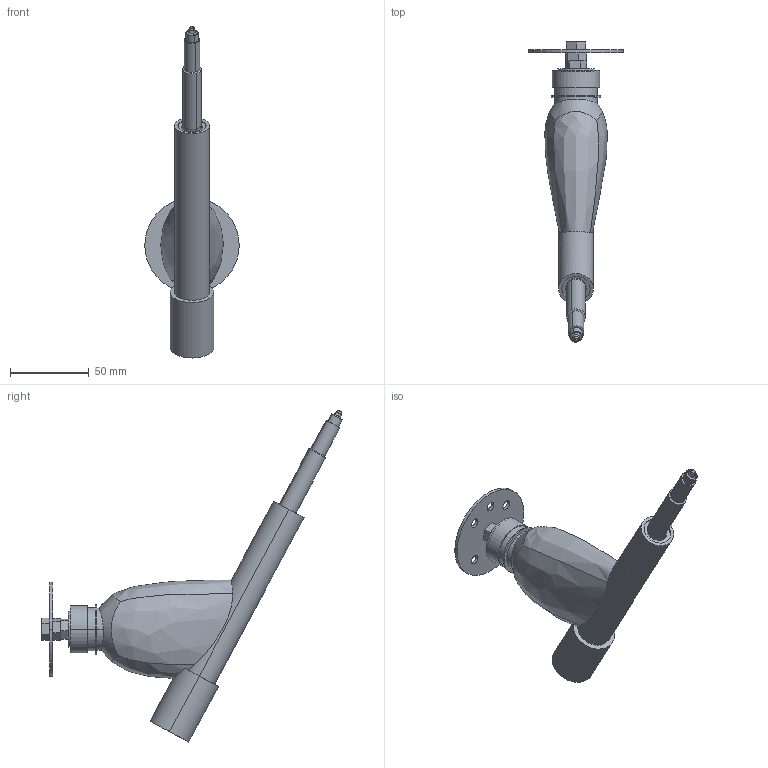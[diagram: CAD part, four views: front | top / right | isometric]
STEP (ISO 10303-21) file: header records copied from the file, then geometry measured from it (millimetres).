
FILE_DESCRIPTION(('CATIA V5 STEP Exchange'),'2;1');
FILE_NAME('Product1.stp','2022-09-01T02:35:54+00:00',('none'),('none'),'CATIA Version 5 Release 19 GA (IN-10)','CATIA V5 STEP AP203','none');
FILE_SCHEMA(('CONFIG_CONTROL_DESIGN'));
Length unit declared in the file: millimetre
Products named in the file (1): Product1
Assembly tree (1 placements, depth 2):
  Product1
    #56
Bounding box: 60 x 190.81 x 210.73 mm (x, y, z)
Volume: 167702.2 mm3; surface area: 47490.9 mm2
Topology: 1 solids, 2 shells, 129 faces, 300 edges, 191 vertices
Faces by surface type: plane 61, cylinder 50, cone 8, bspline 6, torus 2, revolution 2
Entity records: 5043 total; most frequent: CARTESIAN_POINT 2275, ORIENTED_EDGE 596, DIRECTION 432, EDGE_CURVE 298, AXIS2_PLACEMENT_3D 196, VERTEX_POINT 191, EDGE_LOOP 159, VECTOR 155
